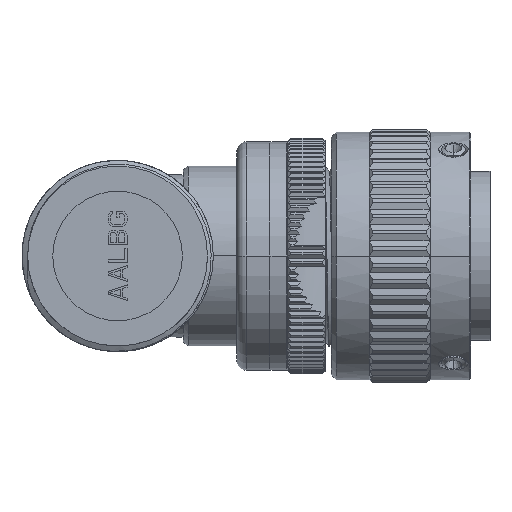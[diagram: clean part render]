
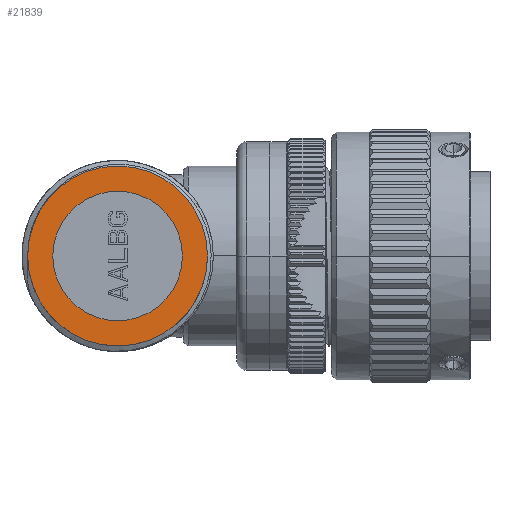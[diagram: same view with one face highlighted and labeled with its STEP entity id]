
A CAD part, front view. The second image highlights one B-rep face of the part: STEP entity #21839.
In plain terms, the highlighted planar face has unit normal (0, -1, 0).
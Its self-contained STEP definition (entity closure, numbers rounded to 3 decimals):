
#53=CARTESIAN_POINT('',(0.,-28.58,0.));
#54=DIRECTION('',(0.,1.,0.));
#55=DIRECTION('',(-1.,0.,0.));
#56=AXIS2_PLACEMENT_3D('',#53,#54,#55);
#58=CARTESIAN_POINT('',(0.,-28.58,0.));
#59=DIRECTION('',(0.,1.,0.));
#60=DIRECTION('',(1.,0.,0.));
#61=AXIS2_PLACEMENT_3D('',#58,#59,#60);
#63=CARTESIAN_POINT('',(0.,-28.58,0.));
#64=DIRECTION('',(0.,1.,0.));
#65=DIRECTION('',(-1.,0.,0.));
#66=AXIS2_PLACEMENT_3D('',#63,#64,#65);
#72=CARTESIAN_POINT('',(0.,-28.58,0.));
#73=DIRECTION('',(0.,1.,0.));
#74=DIRECTION('',(1.,0.,0.));
#75=AXIS2_PLACEMENT_3D('',#72,#73,#74);
#18863=CARTESIAN_POINT('',(14.11,-28.58,0.));
#18865=VERTEX_POINT('',#18863);
#18866=CARTESIAN_POINT('',(-14.11,-28.58,0.));
#18868=VERTEX_POINT('',#18866);
#18900=CARTESIAN_POINT('',(-10.17,-28.58,0.));
#18901=CARTESIAN_POINT('',(10.17,-28.58,0.));
#18902=VERTEX_POINT('',#18900);
#18903=VERTEX_POINT('',#18901);
#21822=CARTESIAN_POINT('',(0.,-28.58,0.));
#21823=DIRECTION('',(0.,-1.,0.));
#21824=DIRECTION('',(-1.,0.,0.));
#21825=AXIS2_PLACEMENT_3D('',#21822,#21823,#21824);
#21826=PLANE('245',#21825);
#21828=ORIENTED_EDGE('1258',*,*,#21827,.T.);
#21830=ORIENTED_EDGE('1261',*,*,#21829,.T.);
#21831=EDGE_LOOP('245',(#21828,#21830));
#21832=FACE_OUTER_BOUND('245',#21831,.F.);
#21834=ORIENTED_EDGE('1286',*,*,#21833,.F.);
#21836=ORIENTED_EDGE('1287',*,*,#21835,.F.);
#21837=EDGE_LOOP('245',(#21834,#21836));
#21838=FACE_BOUND('245',#21837,.F.);
#57=CIRCLE('1286',#56,10.17);
#62=CIRCLE('1287',#61,10.17);
#67=CIRCLE('1258',#66,14.11);
#76=CIRCLE('1261',#75,14.11);
#21827=EDGE_CURVE('1258',#18868,#18865,#67,.T.);
#21829=EDGE_CURVE('1261',#18865,#18868,#76,.T.);
#21833=EDGE_CURVE('1286',#18902,#18903,#57,.T.);
#21835=EDGE_CURVE('1287',#18903,#18902,#62,.T.);
#21839=ADVANCED_FACE('245',(#21832,#21838),#21826,.T.);
